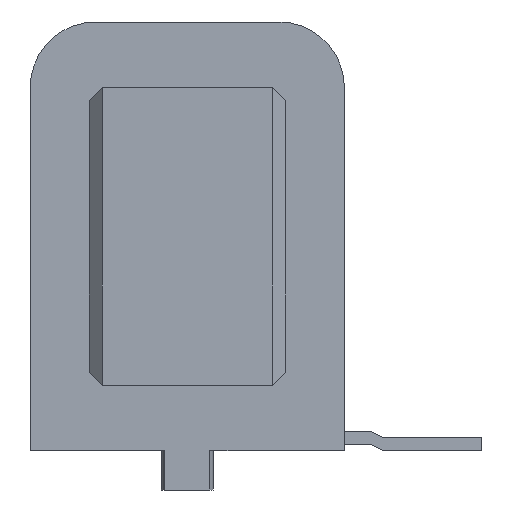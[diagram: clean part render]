
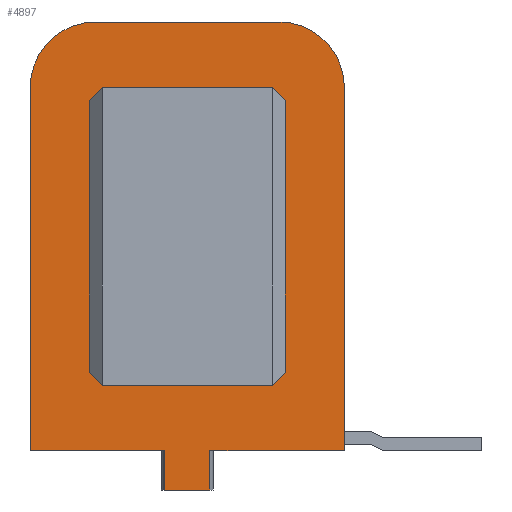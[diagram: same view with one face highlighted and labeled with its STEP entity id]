
A CAD part, left-side view. The second image highlights one B-rep face of the part: STEP entity #4897.
In plain terms, the highlighted planar face has unit normal (-1, 0, 0).
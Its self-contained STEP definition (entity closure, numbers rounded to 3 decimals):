
#72=DIRECTION('',(0.,1.,0.));
#73=VECTOR('',#72,1.);
#74=CARTESIAN_POINT('',(-9.6,-0.5,-5.55));
#75=LINE('',#74,#73);
#76=DIRECTION('',(0.,0.,1.));
#77=VECTOR('',#76,4.55);
#78=CARTESIAN_POINT('',(-9.6,-0.5,-5.55));
#79=LINE('',#78,#77);
#80=DIRECTION('',(0.,1.,0.));
#81=VECTOR('',#80,1.);
#82=CARTESIAN_POINT('',(-9.6,-0.5,-1.));
#83=LINE('',#82,#81);
#84=DIRECTION('',(0.,0.,1.));
#85=VECTOR('',#84,4.55);
#86=CARTESIAN_POINT('',(-9.6,0.5,-5.55));
#87=LINE('',#86,#85);
#88=DIRECTION('',(0.,1.,0.));
#89=VECTOR('',#88,2.054);
#90=CARTESIAN_POINT('',(-9.6,-2.4,-6.55));
#91=LINE('',#90,#89);
#92=DIRECTION('',(0.,0.,-1.));
#93=VECTOR('',#92,0.6);
#94=CARTESIAN_POINT('',(-9.6,-0.346,-6.55));
#95=LINE('',#94,#93);
#96=DIRECTION('',(0.,1.,0.));
#97=VECTOR('',#96,2.054);
#98=CARTESIAN_POINT('',(-9.6,0.346,-6.55));
#99=LINE('',#98,#97);
#100=DIRECTION('',(0.,0.,1.));
#101=VECTOR('',#100,5.55);
#102=CARTESIAN_POINT('',(-9.6,2.4,-6.55));
#103=LINE('',#102,#101);
#104=CARTESIAN_POINT('',(-9.6,1.4,-1.));
#105=DIRECTION('',(1.,0.,0.));
#106=DIRECTION('',(0.,1.,0.));
#107=AXIS2_PLACEMENT_3D('',#104,#105,#106);
#109=DIRECTION('',(0.,-1.,0.));
#110=VECTOR('',#109,2.8);
#111=CARTESIAN_POINT('',(-9.6,1.4,0.));
#112=LINE('',#111,#110);
#113=CARTESIAN_POINT('',(-9.6,-1.4,-1.));
#114=DIRECTION('',(1.,0.,0.));
#115=DIRECTION('',(0.,0.,1.));
#116=AXIS2_PLACEMENT_3D('',#113,#114,#115);
#118=DIRECTION('',(0.,0.,-1.));
#119=VECTOR('',#118,5.55);
#120=CARTESIAN_POINT('',(-9.6,-2.4,-1.));
#121=LINE('',#120,#119);
#2498=DIRECTION('',(0.,0.,-1.));
#2499=VECTOR('',#2498,0.6);
#2500=CARTESIAN_POINT('',(-9.6,0.346,-6.55));
#2501=LINE('',#2500,#2499);
#2526=DIRECTION('',(0.,1.,0.));
#2527=VECTOR('',#2526,0.693);
#2528=CARTESIAN_POINT('',(-9.6,-0.346,-7.15));
#2529=LINE('',#2528,#2527);
#3756=CARTESIAN_POINT('',(-9.6,-1.4,0.));
#3757=CARTESIAN_POINT('',(-9.6,-2.4,-1.));
#3758=VERTEX_POINT('',#3756);
#3759=VERTEX_POINT('',#3757);
#3760=CARTESIAN_POINT('',(-9.6,-2.4,-6.55));
#3761=VERTEX_POINT('',#3760);
#3762=CARTESIAN_POINT('',(-9.6,2.4,-6.55));
#3763=CARTESIAN_POINT('',(-9.6,2.4,-1.));
#3764=VERTEX_POINT('',#3762);
#3765=VERTEX_POINT('',#3763);
#3766=CARTESIAN_POINT('',(-9.6,1.4,0.));
#3767=VERTEX_POINT('',#3766);
#3856=CARTESIAN_POINT('',(-9.6,-0.5,-5.55));
#3857=CARTESIAN_POINT('',(-9.6,0.5,-5.55));
#3858=VERTEX_POINT('',#3856);
#3859=VERTEX_POINT('',#3857);
#3860=CARTESIAN_POINT('',(-9.6,-0.5,-1.));
#3861=CARTESIAN_POINT('',(-9.6,0.5,-1.));
#3862=VERTEX_POINT('',#3860);
#3863=VERTEX_POINT('',#3861);
#4000=CARTESIAN_POINT('',(-9.6,-0.346,-6.55));
#4001=VERTEX_POINT('',#4000);
#4002=CARTESIAN_POINT('',(-9.6,0.346,-6.55));
#4003=VERTEX_POINT('',#4002);
#4009=CARTESIAN_POINT('',(-9.6,-0.346,-7.15));
#4011=VERTEX_POINT('',#4009);
#4012=CARTESIAN_POINT('',(-9.6,0.346,-7.15));
#4013=VERTEX_POINT('',#4012);
#4860=CARTESIAN_POINT('',(-9.6,0.,0.));
#4861=DIRECTION('',(1.,0.,0.));
#4862=DIRECTION('',(0.,-1.,0.));
#4863=AXIS2_PLACEMENT_3D('',#4860,#4861,#4862);
#4864=PLANE('',#4863);
#4866=ORIENTED_EDGE('',*,*,#4865,.T.);
#4868=ORIENTED_EDGE('',*,*,#4867,.T.);
#4870=ORIENTED_EDGE('',*,*,#4869,.T.);
#4872=ORIENTED_EDGE('',*,*,#4871,.F.);
#4874=ORIENTED_EDGE('',*,*,#4873,.T.);
#4876=ORIENTED_EDGE('',*,*,#4875,.T.);
#4878=ORIENTED_EDGE('',*,*,#4877,.T.);
#4880=ORIENTED_EDGE('',*,*,#4879,.T.);
#4882=ORIENTED_EDGE('',*,*,#4881,.T.);
#4884=ORIENTED_EDGE('',*,*,#4883,.T.);
#4885=EDGE_LOOP('',(#4866,#4868,#4870,#4872,#4874,#4876,#4878,#4880,#4882,
#4884));
#4886=FACE_OUTER_BOUND('',#4885,.F.);
#4888=ORIENTED_EDGE('',*,*,#4887,.F.);
#4890=ORIENTED_EDGE('',*,*,#4889,.T.);
#4892=ORIENTED_EDGE('',*,*,#4891,.T.);
#4894=ORIENTED_EDGE('',*,*,#4893,.F.);
#4895=EDGE_LOOP('',(#4888,#4890,#4892,#4894));
#4896=FACE_BOUND('',#4895,.F.);
#4897=ADVANCED_FACE('',(#4886,#4896),#4864,.F.);
#108=CIRCLE('',#107,1.);
#117=CIRCLE('',#116,1.);
#4865=EDGE_CURVE('',#3761,#4001,#91,.T.);
#4867=EDGE_CURVE('',#4001,#4011,#95,.T.);
#4869=EDGE_CURVE('',#4011,#4013,#2529,.T.);
#4871=EDGE_CURVE('',#4003,#4013,#2501,.T.);
#4873=EDGE_CURVE('',#4003,#3764,#99,.T.);
#4875=EDGE_CURVE('',#3764,#3765,#103,.T.);
#4877=EDGE_CURVE('',#3765,#3767,#108,.T.);
#4879=EDGE_CURVE('',#3767,#3758,#112,.T.);
#4881=EDGE_CURVE('',#3758,#3759,#117,.T.);
#4883=EDGE_CURVE('',#3759,#3761,#121,.T.);
#4887=EDGE_CURVE('',#3858,#3859,#75,.T.);
#4889=EDGE_CURVE('',#3858,#3862,#79,.T.);
#4891=EDGE_CURVE('',#3862,#3863,#83,.T.);
#4893=EDGE_CURVE('',#3859,#3863,#87,.T.);
